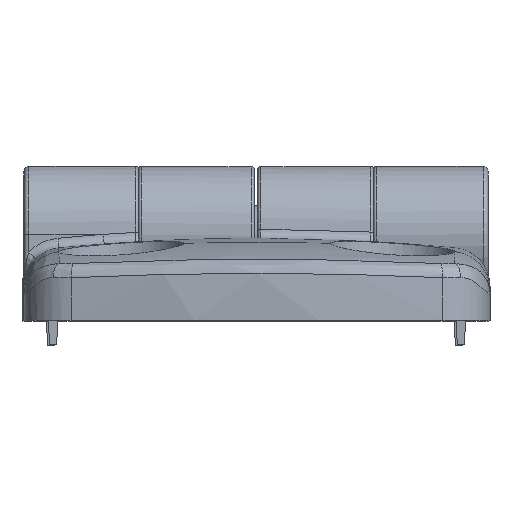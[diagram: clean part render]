
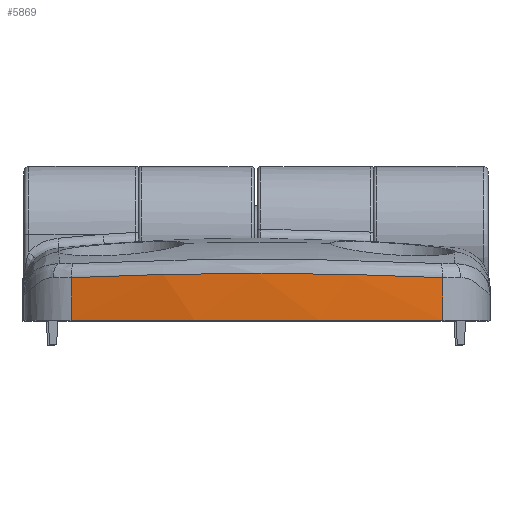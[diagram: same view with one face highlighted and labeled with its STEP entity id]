
A CAD part, top view. The second image highlights one B-rep face of the part: STEP entity #5869.
In plain terms, the highlighted cylindrical face has radius 100 mm (diameter 200 mm), a partial arc.
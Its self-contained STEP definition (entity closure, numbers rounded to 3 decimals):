
#5813=CARTESIAN_POINT('',(0.,8.5,-70.5));
#5814=DIRECTION('',(0.0,1.0,0.0));
#5815=DIRECTION('',(0.0,0.0,1.0));
#5816=AXIS2_PLACEMENT_3D('',#5813,#5814,#5815);
#5817=CYLINDRICAL_SURFACE('',#5816,100.0);
#5818=CARTESIAN_POINT('',(19.149,4.401,27.649));
#5819=VERTEX_POINT('',#5818);
#5820=CARTESIAN_POINT('',(0.,4.84,29.5));
#5821=VERTEX_POINT('',#5820);
#5822=CARTESIAN_POINT('',(19.149,4.401,27.649));
#5823=CARTESIAN_POINT('',(15.97,4.555,28.27));
#5824=CARTESIAN_POINT('',(12.785,4.663,28.731));
#5825=CARTESIAN_POINT('',(6.402,4.806,29.346));
#5826=CARTESIAN_POINT('',(3.204,4.84,29.5));
#5827=CARTESIAN_POINT('',(0.,4.84,29.5));
#5828=B_SPLINE_CURVE_WITH_KNOTS('',3,(#5822,#5823,#5824,#5825,#5826,#5827),.UNSPECIFIED.,.F.,.U.,(4,2,4),(0.004,0.014,0.024),.UNSPECIFIED.);
#5829=EDGE_CURVE('',#5819,#5821,#5828,.T.);
#5830=ORIENTED_EDGE('',*,*,#5829,.T.);
#5831=CARTESIAN_POINT('',(-19.149,4.401,27.649));
#5832=VERTEX_POINT('',#5831);
#5833=CARTESIAN_POINT('',(0.,4.84,29.5));
#5834=CARTESIAN_POINT('',(-3.186,4.84,29.5));
#5835=CARTESIAN_POINT('',(-6.379,4.806,29.348));
#5836=CARTESIAN_POINT('',(-11.177,4.699,28.886));
#5837=CARTESIAN_POINT('',(-12.781,4.654,28.693));
#5838=CARTESIAN_POINT('',(-15.976,4.543,28.229));
#5839=CARTESIAN_POINT('',(-17.566,4.478,27.958));
#5840=CARTESIAN_POINT('',(-19.149,4.401,27.649));
#5841=B_SPLINE_CURVE_WITH_KNOTS('',3,(#5833,#5834,#5835,#5836,#5837,#5838,#5839,#5840),.UNSPECIFIED.,.F.,.U.,(4,2,2,4),(0.024,0.033,0.038,0.043),.UNSPECIFIED.);
#5842=EDGE_CURVE('',#5821,#5832,#5841,.T.);
#5843=ORIENTED_EDGE('',*,*,#5842,.T.);
#5844=CARTESIAN_POINT('',(-19.149,0.,27.649));
#5845=VERTEX_POINT('',#5844);
#5846=CARTESIAN_POINT('',(-19.149,4.401,27.649));
#5847=DIRECTION('',(0.0,-1.0,0.0));
#5848=VECTOR('',#5847,4.401);
#5849=LINE('',#5846,#5848);
#5850=EDGE_CURVE('',#5832,#5845,#5849,.T.);
#5851=ORIENTED_EDGE('',*,*,#5850,.T.);
#5852=CARTESIAN_POINT('',(19.149,0.,27.649));
#5853=VERTEX_POINT('',#5852);
#5854=CARTESIAN_POINT('',(0.,0.,-70.5));
#5855=DIRECTION('',(0.0,1.0,0.0));
#5856=DIRECTION('',(0.0,0.0,1.0));
#5857=AXIS2_PLACEMENT_3D('',#5854,#5855,#5856);
#5858=CIRCLE('',#5857,100.0);
#5859=EDGE_CURVE('',#5845,#5853,#5858,.T.);
#5860=ORIENTED_EDGE('',*,*,#5859,.T.);
#5861=CARTESIAN_POINT('',(19.149,4.401,27.649));
#5862=DIRECTION('',(0.0,-1.0,0.0));
#5863=VECTOR('',#5862,4.401);
#5864=LINE('',#5861,#5863);
#5865=EDGE_CURVE('',#5819,#5853,#5864,.T.);
#5866=ORIENTED_EDGE('',*,*,#5865,.F.);
#5867=EDGE_LOOP('',(#5830,#5843,#5851,#5860,#5866));
#5868=FACE_OUTER_BOUND('',#5867,.T.);
#5869=ADVANCED_FACE('',(#5868),#5817,.T.);
